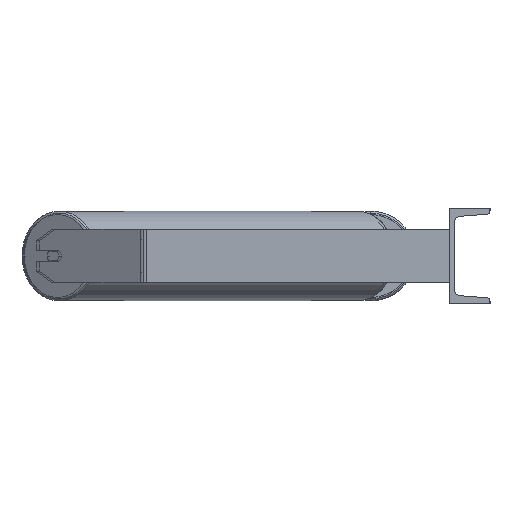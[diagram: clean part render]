
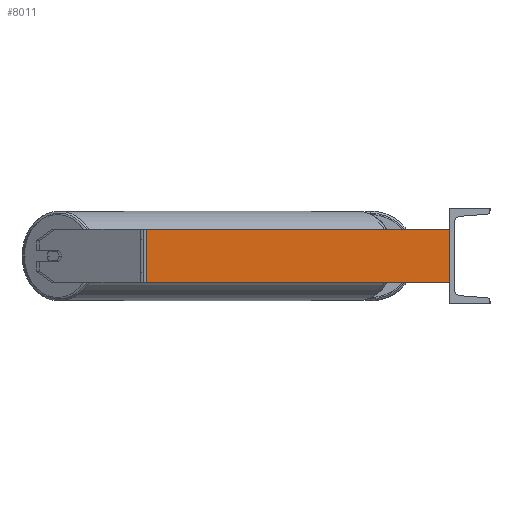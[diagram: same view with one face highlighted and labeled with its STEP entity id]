
A CAD part, left-side view. The second image highlights one B-rep face of the part: STEP entity #8011.
In plain terms, the highlighted planar face has unit normal (-1, 0, 0).
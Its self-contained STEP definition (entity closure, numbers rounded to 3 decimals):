
#168 = VECTOR ( 'NONE', #3114, 1000. ) ;
#185 = DIRECTION ( 'NONE',  ( 0., -1., 0. ) ) ;
#319 = CARTESIAN_POINT ( 'NONE',  ( -1185., 449.648, 40. ) ) ;
#384 = VERTEX_POINT ( 'NONE', #1271 ) ;
#473 = EDGE_CURVE ( 'NONE', #384, #2141, #7191, .T. ) ;
#600 = VERTEX_POINT ( 'NONE', #3788 ) ;
#666 = CARTESIAN_POINT ( 'NONE',  ( -1185., 0., 40. ) ) ;
#718 = ORIENTED_EDGE ( 'NONE', *, *, #473, .F. ) ;
#819 = VECTOR ( 'NONE', #3631, 1000. ) ;
#856 = LINE ( 'NONE', #5691, #819 ) ;
#1135 = DIRECTION ( 'NONE',  ( 0., 0., -1. ) ) ;
#1271 = CARTESIAN_POINT ( 'NONE',  ( -1185., 449.648, 40. ) ) ;
#1420 = CARTESIAN_POINT ( 'NONE',  ( -1185., 0., 40. ) ) ;
#1548 = AXIS2_PLACEMENT_3D ( 'NONE', #7389, #7195, #1135 ) ;
#1632 = FACE_OUTER_BOUND ( 'NONE', #6210, .T. ) ;
#2141 = VERTEX_POINT ( 'NONE', #1420 ) ;
#2877 = LINE ( 'NONE', #666, #5333 ) ;
#3038 = ORIENTED_EDGE ( 'NONE', *, *, #8238, .T. ) ;
#3114 = DIRECTION ( 'NONE',  ( 0., 0., -1. ) ) ;
#3631 = DIRECTION ( 'NONE',  ( 0., -1., 0. ) ) ;
#3788 = CARTESIAN_POINT ( 'NONE',  ( -1185., 449.648, -40. ) ) ;
#3825 = VERTEX_POINT ( 'NONE', #8375 ) ;
#4010 = VECTOR ( 'NONE', #185, 1000. ) ;
#4505 = EDGE_CURVE ( 'NONE', #384, #600, #4865, .T. ) ;
#4865 = LINE ( 'NONE', #319, #168 ) ;
#5333 = VECTOR ( 'NONE', #8458, 1000. ) ;
#5691 = CARTESIAN_POINT ( 'NONE',  ( -1185., 454.692, -40. ) ) ;
#6154 = ORIENTED_EDGE ( 'NONE', *, *, #4505, .T. ) ;
#6210 = EDGE_LOOP ( 'NONE', ( #3038, #8699, #718, #6154 ) ) ;
#6569 = PLANE ( 'NONE',  #1548 ) ;
#7191 = LINE ( 'NONE', #7791, #4010 ) ;
#7195 = DIRECTION ( 'NONE',  ( 1., 0., 0. ) ) ;
#7389 = CARTESIAN_POINT ( 'NONE',  ( -1185., 454.692, 40. ) ) ;
#7791 = CARTESIAN_POINT ( 'NONE',  ( -1185., 454.692, 40. ) ) ;
#8011 = ADVANCED_FACE ( 'NONE', ( #1632 ), #6569, .F. ) ;
#8238 = EDGE_CURVE ( 'NONE', #600, #3825, #856, .T. ) ;
#8375 = CARTESIAN_POINT ( 'NONE',  ( -1185., 0., -40. ) ) ;
#8443 = EDGE_CURVE ( 'NONE', #2141, #3825, #2877, .T. ) ;
#8458 = DIRECTION ( 'NONE',  ( 0., 0., -1. ) ) ;
#8699 = ORIENTED_EDGE ( 'NONE', *, *, #8443, .F. ) ;
